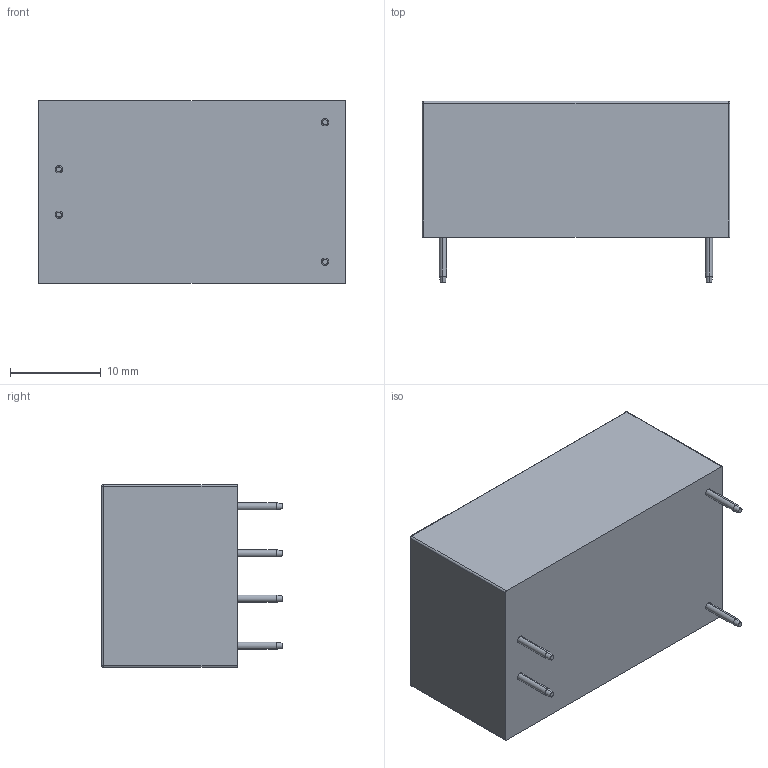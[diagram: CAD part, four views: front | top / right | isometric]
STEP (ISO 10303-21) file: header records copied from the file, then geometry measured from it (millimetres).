
FILE_DESCRIPTION (( 'STEP AP214' ), '1' );
FILE_NAME ('hlk-pm01.STEP', '2021-08-13T08:30:29', ( '' ), ( '' ), 'SwSTEP 2.0', 'SolidWorks 2017', '' );
FILE_SCHEMA (( 'AUTOMOTIVE_DESIGN' ));
Length unit declared in the file: millimetre
Products named in the file (1): hlk-pm01
Bounding box: 34 x 20 x 20.2 mm (x, y, z)
Volume: 10310.2 mm3; surface area: 3043.4 mm2
Topology: 9 solids, 9 shells, 70 faces, 128 edges, 76 vertices
Faces by surface type: cylinder 32, plane 26, cone 8, sphere 4
Entity records: 1806 total; most frequent: DIRECTION 338, CARTESIAN_POINT 271, ORIENTED_EDGE 248, AXIS2_PLACEMENT_3D 143, EDGE_CURVE 124, VERTEX_POINT 76, EDGE_LOOP 74, CIRCLE 72
